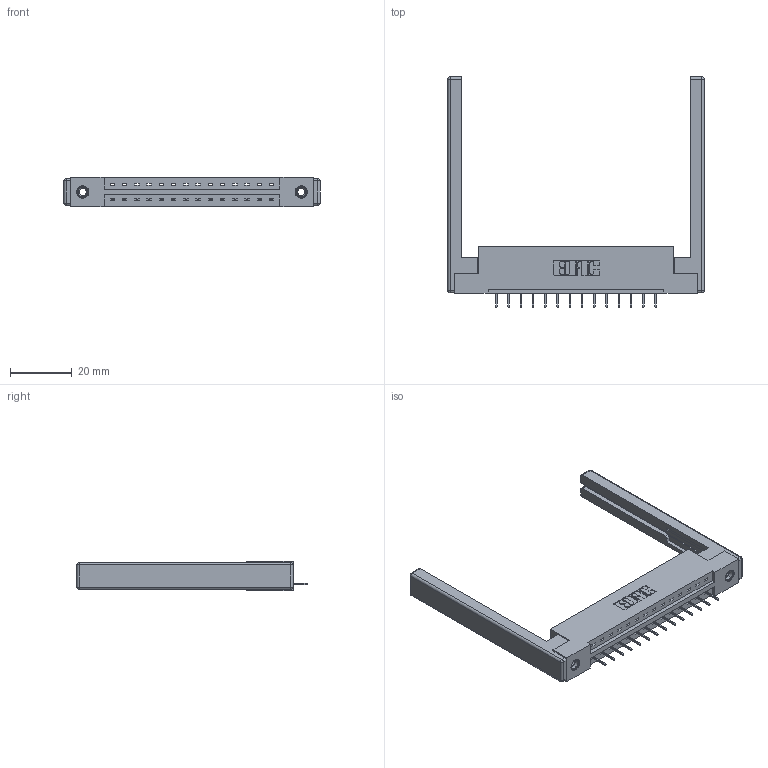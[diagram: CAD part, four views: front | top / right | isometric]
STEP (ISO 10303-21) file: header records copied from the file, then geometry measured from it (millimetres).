
FILE_DESCRIPTION (( 'STEP AP203' ), '1' );
FILE_NAME ('337-014-524-168.STEP', '2019-09-28T15:39:58', ( '' ), ( '' ), 'SwSTEP 2.0', 'SolidWorks 2016', '' );
FILE_SCHEMA (( 'CONFIG_CONTROL_DESIGN' ));
Length unit declared in the file: inch
Products named in the file (5): 337-014-524-168; 337 Part_Flush Mounting Lugs - 0.156 Dia-TI; 307-220-068; 345-292-001_345-293-124; 345-250-001_345-250-001-102
Assembly tree (19 placements, depth 2):
  337-014-524-168
    337 Part_Flush Mounting Lugs - 0.156 Dia-TI
    345-292-001_345-293-124  x14
    345-250-001_345-250-001-102  x2
    307-220-068  x2
Bounding box: 82.91 x 74.43 x 9.4 mm (x, y, z)
Volume: 12602.2 mm3; surface area: 12227.6 mm2
Topology: 19 solids, 19 shells, 1192 faces, 3389 edges, 2182 vertices
Faces by surface type: plane 886, cylinder 282, cone 12, sphere 8, torus 4
Entity records: 16862 total; most frequent: CARTESIAN_POINT 2889, ORIENTED_EDGE 2828, DIRECTION 2564, EDGE_CURVE 1414, LINE 1240, VECTOR 1240, VERTEX_POINT 930, AXIS2_PLACEMENT_3D 662
